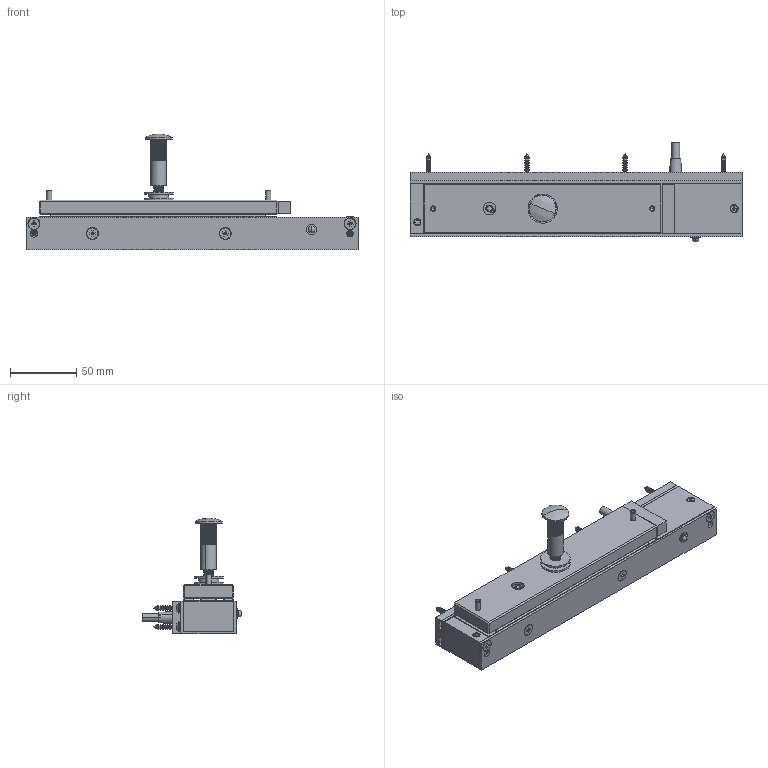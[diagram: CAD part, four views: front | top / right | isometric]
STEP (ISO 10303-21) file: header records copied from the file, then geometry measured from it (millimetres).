
FILE_DESCRIPTION (( 'STEP AP214' ), '1' );
FILE_NAME ('EF300CTC-R.STEP', '2021-08-02T08:15:43', ( '' ), ( '' ), 'SwSTEP 2.0', 'SolidWorks 2020', '' );
FILE_SCHEMA (( 'AUTOMOTIVE_DESIGN' ));
Length unit declared in the file: millimetre
Products named in the file (29): FP0100-JOINT M8; ISO 7046-1 - M4 x 6 - Z - 6N_ISO 7046-1 - M4 x 6 - Z - 6N; EF300-TUBE; Circlip DIN 471 - 4 x 0.4_Circlip DIN 471 - 4 x 0.4; ISO 7046-1 - M3 x 8 - Z - 8S_ISO 7046-1 - M3 x 8 - Z - 8S; EF300-CONTRE-PLAQUE; EF300-NOYAU MAGNETIQUE; FP0098-MUSHROOM NUT; EF300-FLASQUE DROIT BV; User Library-5mm led w_bushing_rouge LED; PP0312-PASSE CABLE; FP0097-SCREW LOW PROFILE HEAD M8 x35_M8 x 35; ISO 4026 - M6 x 12-S_ISO 4026 - M6 x 12-S; cordon d''alimentation_2 FILS; EF300-PLATINE DE MONTAGE EF300; FP0099-WASHER M8; EF300-PICOT ANTI REMANENCE AVEC RESSORT; Tapping screw DIN 7982-ST3.5x19-C-H-S_Tapping screw DIN 7982-ST3.5x19-C-H-S; PP0313-COLLIER DE SERRAGE 2.5MM; EP0419-MAGNET; EF300-BOITIER U EF300; EF300-CAPOT DE FERMETURE; EF300-FLASQUE GAUCHE BV; EF300-RESSORT PICOT ANTI REMANENCE; ISO 4762 M4 x 30 --- 20N_ISO 4762 M4 x 30 --- 20N; EF300CTC-R-CONTRE PLAQUE_VIS M8 x 35 TETE COURTE + ECROU CHAMPIGNON; Spring Pin ISO 13337 - 4 x 12 - St_Spring Pin ISO 13337 - 4 x 12 - St; EF300CTC-R; EF300-PICOT ANTI REMANENCE
Assembly tree (47 placements, depth 4):
  EF300CTC-R
    EF300-BOITIER U EF300
    EF300-FLASQUE DROIT BV
    EF300-FLASQUE GAUCHE BV
    EF300-NOYAU MAGNETIQUE
    ISO 7046-1 - M4 x 6 - Z - 6N_ISO 7046-1 - M4 x 6 - Z - 6N  x8
    User Library-5mm led w_bushing_rouge LED
    EF300-CAPOT DE FERMETURE
    EF300-TUBE  x2
    ISO 4762 M4 x 30 --- 20N_ISO 4762 M4 x 30 --- 20N  x2
    ISO 4026 - M6 x 12-S_ISO 4026 - M6 x 12-S  x2
    ISO 7046-1 - M3 x 8 - Z - 8S_ISO 7046-1 - M3 x 8 - Z - 8S
    EF300-PLATINE DE MONTAGE EF300
    Tapping screw DIN 7982-ST3.5x19-C-H-S_Tapping screw DIN 7982-ST3.5x19-C-H-S  x8
    EF300CTC-R-CONTRE PLAQUE_VIS M8 x 35 TETE COURTE + ECROU CHAMPIGNON
      EF300-CONTRE-PLAQUE
      EF300-PICOT ANTI REMANENCE AVEC RESSORT
        EF300-PICOT ANTI REMANENCE
        EF300-RESSORT PICOT ANTI REMANENCE
        Circlip DIN 471 - 4 x 0.4_Circlip DIN 471 - 4 x 0.4
      Spring Pin ISO 13337 - 4 x 12 - St_Spring Pin ISO 13337 - 4 x 12 - St  x2
      FP0100-JOINT M8
      FP0099-WASHER M8  x2
      FP0098-MUSHROOM NUT
      EP0419-MAGNET
      FP0097-SCREW LOW PROFILE HEAD M8 x35_M8 x 35
    PP0312-PASSE CABLE
    cordon d''alimentation_2 FILS
    PP0313-COLLIER DE SERRAGE 2.5MM
Bounding box: 250 x 74.94 x 87.2 mm (x, y, z)
Volume: 339967.6 mm3; surface area: 138688.6 mm2
Topology: 51 solids, 51 shells, 2659 faces, 6421 edges, 3829 vertices
Faces by surface type: cone 1079, cylinder 751, plane 717, torus 66, bspline 42, sphere 4
Entity records: 48834 total; most frequent: CARTESIAN_POINT 10051, DIRECTION 7990, ORIENTED_EDGE 7190, EDGE_CURVE 3595, AXIS2_PLACEMENT_3D 3072, VERTEX_POINT 2232, LINE 1846, VECTOR 1846
